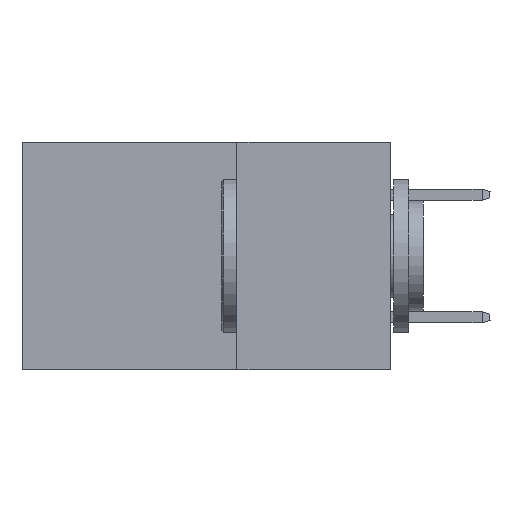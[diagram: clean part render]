
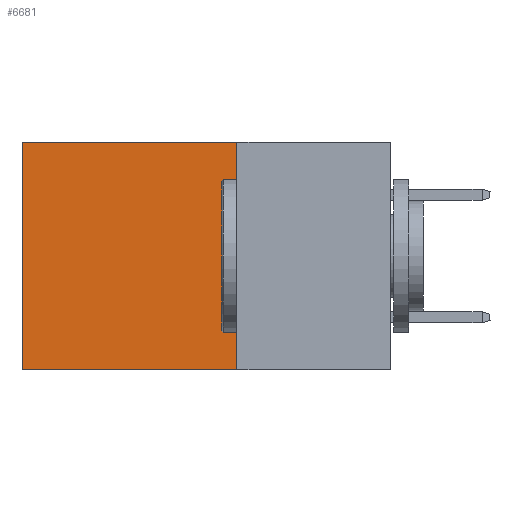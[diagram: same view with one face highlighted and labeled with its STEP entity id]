
A CAD part, left-side view. The second image highlights one B-rep face of the part: STEP entity #6681.
In plain terms, the highlighted planar face has unit normal (-1, 0, 0).
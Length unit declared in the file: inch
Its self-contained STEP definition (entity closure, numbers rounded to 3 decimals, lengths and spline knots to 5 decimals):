
#485 = CARTESIAN_POINT ( 'NONE',  ( 0.2875, 0.25, -0.37 ) ) ;
#583 = CARTESIAN_POINT ( 'NONE',  ( 0.2875, 0.25, 0. ) ) ;
#654 = DIRECTION ( 'NONE',  ( 0., 0., -1. ) ) ;
#1758 = VERTEX_POINT ( 'NONE', #5142 ) ;
#2289 = DIRECTION ( 'NONE',  ( 0., 0., -1. ) ) ;
#3982 = EDGE_CURVE ( 'NONE', #8803, #5304, #12972, .T. ) ;
#4451 = DIRECTION ( 'NONE',  ( 0., 1., 0. ) ) ;
#4871 = EDGE_CURVE ( 'NONE', #8803, #1758, #16834, .T. ) ;
#5142 = CARTESIAN_POINT ( 'NONE',  ( 0.2875, 0.6, 0. ) ) ;
#5304 = VERTEX_POINT ( 'NONE', #485 ) ;
#5865 = FACE_OUTER_BOUND ( 'NONE', #18441, .T. ) ;
#6016 = ORIENTED_EDGE ( 'NONE', *, *, #18984, .T. ) ;
#6032 = DIRECTION ( 'NONE',  ( 0., 0., -1. ) ) ;
#6681 = ADVANCED_FACE ( 'NONE', ( #5865 ), #19335, .F. ) ;
#6788 = CARTESIAN_POINT ( 'NONE',  ( 0.2875, 0.6, -0.37 ) ) ;
#7238 = LINE ( 'NONE', #15731, #11236 ) ;
#7472 = CARTESIAN_POINT ( 'NONE',  ( 0.2875, 0.25, 0. ) ) ;
#7993 = VECTOR ( 'NONE', #2289, 39.37008 ) ;
#8041 = CARTESIAN_POINT ( 'NONE',  ( 0.2875, 0.25, 0. ) ) ;
#8803 = VERTEX_POINT ( 'NONE', #8041 ) ;
#9179 = ORIENTED_EDGE ( 'NONE', *, *, #3982, .F. ) ;
#9662 = AXIS2_PLACEMENT_3D ( 'NONE', #583, #11090, #654 ) ;
#11090 = DIRECTION ( 'NONE',  ( 1., 0., 0. ) ) ;
#11236 = VECTOR ( 'NONE', #17406, 39.37008 ) ;
#11783 = VERTEX_POINT ( 'NONE', #6788 ) ;
#12060 = ORIENTED_EDGE ( 'NONE', *, *, #18013, .F. ) ;
#12173 = ORIENTED_EDGE ( 'NONE', *, *, #4871, .T. ) ;
#12972 = LINE ( 'NONE', #7472, #7993 ) ;
#14470 = CARTESIAN_POINT ( 'NONE',  ( 0.2875, 0.6, 0. ) ) ;
#14620 = CARTESIAN_POINT ( 'NONE',  ( 0.2875, 0.25, 0. ) ) ;
#15731 = CARTESIAN_POINT ( 'NONE',  ( 0.2875, 0.25, -0.37 ) ) ;
#16834 = LINE ( 'NONE', #14620, #17878 ) ;
#17406 = DIRECTION ( 'NONE',  ( 0., 1., 0. ) ) ;
#17419 = LINE ( 'NONE', #14470, #21286 ) ;
#17878 = VECTOR ( 'NONE', #4451, 39.37008 ) ;
#18013 = EDGE_CURVE ( 'NONE', #5304, #11783, #7238, .T. ) ;
#18441 = EDGE_LOOP ( 'NONE', ( #6016, #12060, #9179, #12173 ) ) ;
#18984 = EDGE_CURVE ( 'NONE', #1758, #11783, #17419, .T. ) ;
#19335 = PLANE ( 'NONE',  #9662 ) ;
#21286 = VECTOR ( 'NONE', #6032, 39.37008 ) ;
